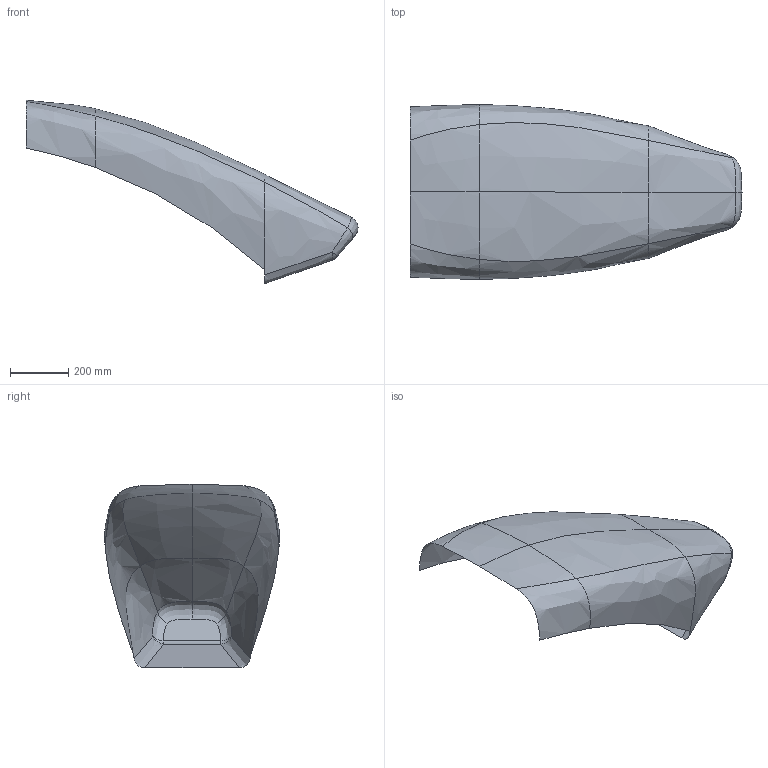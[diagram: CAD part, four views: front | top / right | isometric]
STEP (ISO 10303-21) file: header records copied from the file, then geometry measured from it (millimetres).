
FILE_DESCRIPTION(('CATIA V5 STEP Exchange'),'2;1');
FILE_NAME('Nez.stp','2014-10-29T14:10:16+00:00',('none'),('none'),'CATIA Version 5 Release 19 SP 2 (IN-10)','CATIA V5 STEP AP203','none');
FILE_SCHEMA(('CONFIG_CONTROL_DESIGN'));
Length unit declared in the file: millimetre
Products named in the file (1): Nez
Bounding box: 1139.82 x 600.62 x 630 mm (x, y, z)
Surface area: 1134518.5 mm2 (no closed solid volume)
Topology: 0 solids, 1 shells, 23 faces, 103 edges, 163 vertices
Faces by surface type: bspline 18, sphere 2, plane 2, cylinder 1
Entity records: 4662 total; most frequent: CARTESIAN_POINT 3996, ORIENTED_EDGE 127, B_SPLINE_CURVE_WITH_KNOTS 73, EDGE_CURVE 70, VERTEX_POINT 48, DIRECTION 40, COMPOSITE_CURVE 33, COMPOSITE_CURVE_SEGMENT 33
